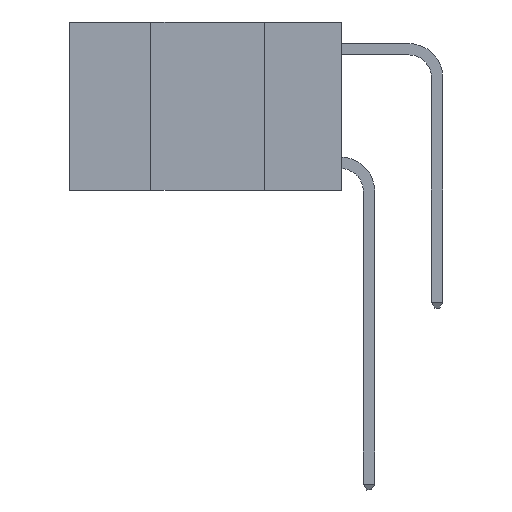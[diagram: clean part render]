
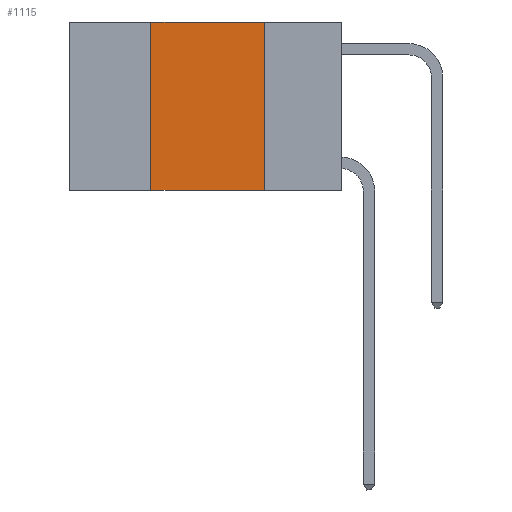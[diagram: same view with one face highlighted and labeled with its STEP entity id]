
A CAD part, left-side view. The second image highlights one B-rep face of the part: STEP entity #1115.
In plain terms, the highlighted planar face has unit normal (-1, 0, 0).
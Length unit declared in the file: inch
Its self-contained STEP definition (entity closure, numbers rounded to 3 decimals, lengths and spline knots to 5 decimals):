
#297 = CARTESIAN_POINT ( 'NONE',  ( 0., 0.6, 0. ) ) ;
#316 = CARTESIAN_POINT ( 'NONE',  ( 0., 0.17, 0. ) ) ;
#1115 = ADVANCED_FACE ( 'NONE', ( #10773 ), #14054, .F. ) ;
#1603 = VERTEX_POINT ( 'NONE', #3933 ) ;
#1753 = CARTESIAN_POINT ( 'NONE',  ( 0., 0.6, 0. ) ) ;
#2365 = VECTOR ( 'NONE', #9767, 39.37008 ) ;
#3339 = DIRECTION ( 'NONE',  ( 0., 0., -1. ) ) ;
#3632 = DIRECTION ( 'NONE',  ( 1., 0., 0. ) ) ;
#3692 = EDGE_LOOP ( 'NONE', ( #8142, #10972, #13928, #5629 ) ) ;
#3933 = CARTESIAN_POINT ( 'NONE',  ( 0., 0.42, 0. ) ) ;
#4286 = EDGE_CURVE ( 'NONE', #11395, #7584, #9616, .T. ) ;
#4389 = CARTESIAN_POINT ( 'NONE',  ( 0., 0.42, 0. ) ) ;
#5629 = ORIENTED_EDGE ( 'NONE', *, *, #4286, .T. ) ;
#6119 = LINE ( 'NONE', #1753, #2365 ) ;
#6349 = DIRECTION ( 'NONE',  ( 0., -1., 0. ) ) ;
#6648 = VECTOR ( 'NONE', #6349, 39.37008 ) ;
#6725 = CARTESIAN_POINT ( 'NONE',  ( 0., 0.17, 0. ) ) ;
#7320 = DIRECTION ( 'NONE',  ( 0., 0., -1. ) ) ;
#7523 = CARTESIAN_POINT ( 'NONE',  ( 0., 0.42, -0.37 ) ) ;
#7584 = VERTEX_POINT ( 'NONE', #14508 ) ;
#7669 = EDGE_CURVE ( 'NONE', #10294, #7584, #10213, .T. ) ;
#8142 = ORIENTED_EDGE ( 'NONE', *, *, #7669, .F. ) ;
#8144 = EDGE_CURVE ( 'NONE', #11395, #1603, #11510, .T. ) ;
#8488 = CARTESIAN_POINT ( 'NONE',  ( 0., 0.6, -0.37 ) ) ;
#9122 = DIRECTION ( 'NONE',  ( 0., 0., 1. ) ) ;
#9616 = LINE ( 'NONE', #8488, #6648 ) ;
#9767 = DIRECTION ( 'NONE',  ( 0., -1., 0. ) ) ;
#10213 = LINE ( 'NONE', #6725, #14665 ) ;
#10255 = EDGE_CURVE ( 'NONE', #1603, #10294, #6119, .T. ) ;
#10294 = VERTEX_POINT ( 'NONE', #316 ) ;
#10773 = FACE_OUTER_BOUND ( 'NONE', #3692, .T. ) ;
#10972 = ORIENTED_EDGE ( 'NONE', *, *, #10255, .F. ) ;
#11269 = VECTOR ( 'NONE', #9122, 39.37008 ) ;
#11395 = VERTEX_POINT ( 'NONE', #7523 ) ;
#11510 = LINE ( 'NONE', #4389, #11269 ) ;
#12273 = AXIS2_PLACEMENT_3D ( 'NONE', #297, #3632, #7320 ) ;
#13928 = ORIENTED_EDGE ( 'NONE', *, *, #8144, .F. ) ;
#14054 = PLANE ( 'NONE',  #12273 ) ;
#14508 = CARTESIAN_POINT ( 'NONE',  ( 0., 0.17, -0.37 ) ) ;
#14665 = VECTOR ( 'NONE', #3339, 39.37008 ) ;
